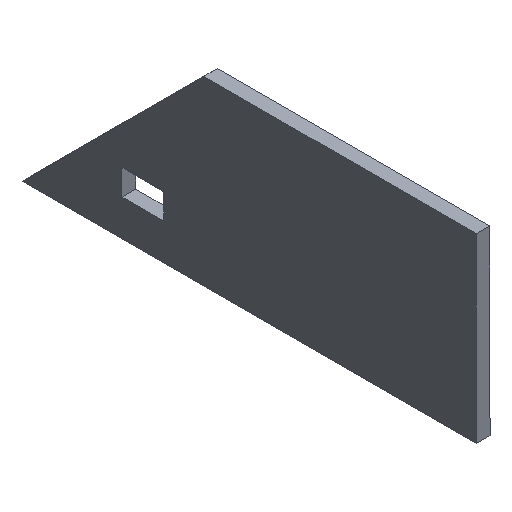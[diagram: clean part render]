
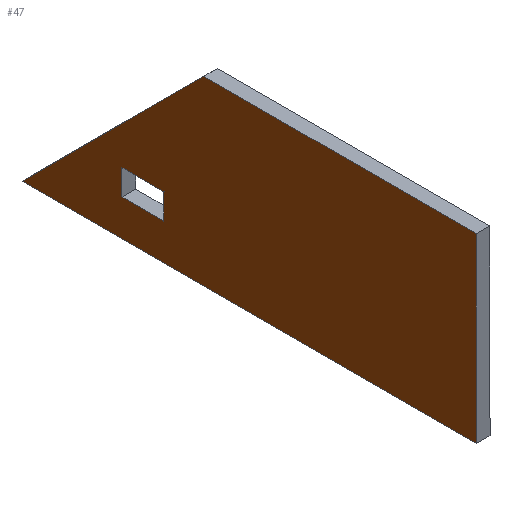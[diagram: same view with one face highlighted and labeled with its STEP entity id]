
A CAD part, isometric view. The second image highlights one B-rep face of the part: STEP entity #47.
In plain terms, the highlighted planar face has unit normal (-1, 0, 0).
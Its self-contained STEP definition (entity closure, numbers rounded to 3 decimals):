
#36=FACE_BOUND('',#76,.T.);
#37=FACE_BOUND('',#77,.T.);
#47=ADVANCED_FACE('',(#36,#37),#57,.F.);
#57=PLANE('',#224);
#76=EDGE_LOOP('',(#118,#119,#120,#121));
#77=EDGE_LOOP('',(#122,#123,#124,#125));
#118=ORIENTED_EDGE('',*,*,#152,.F.);
#119=ORIENTED_EDGE('',*,*,#162,.F.);
#120=ORIENTED_EDGE('',*,*,#159,.F.);
#121=ORIENTED_EDGE('',*,*,#156,.F.);
#122=ORIENTED_EDGE('',*,*,#142,.F.);
#123=ORIENTED_EDGE('',*,*,#164,.F.);
#124=ORIENTED_EDGE('',*,*,#149,.F.);
#125=ORIENTED_EDGE('',*,*,#146,.F.);
#126=VERTEX_POINT('',#273);
#127=VERTEX_POINT('',#274);
#130=VERTEX_POINT('',#282);
#132=VERTEX_POINT('',#288);
#134=VERTEX_POINT('',#294);
#135=VERTEX_POINT('',#295);
#138=VERTEX_POINT('',#303);
#140=VERTEX_POINT('',#309);
#142=EDGE_CURVE('',#126,#127,#166,.T.);
#146=EDGE_CURVE('',#127,#130,#170,.T.);
#149=EDGE_CURVE('',#130,#132,#173,.T.);
#152=EDGE_CURVE('',#134,#135,#176,.T.);
#156=EDGE_CURVE('',#135,#138,#180,.T.);
#159=EDGE_CURVE('',#138,#140,#183,.T.);
#162=EDGE_CURVE('',#140,#134,#186,.T.);
#164=EDGE_CURVE('',#132,#126,#188,.T.);
#166=LINE('',#272,#190);
#170=LINE('',#281,#194);
#173=LINE('',#287,#197);
#176=LINE('',#293,#200);
#180=LINE('',#302,#204);
#183=LINE('',#308,#207);
#186=LINE('',#314,#210);
#188=LINE('',#317,#212);
#190=VECTOR('',#227,1.);
#194=VECTOR('',#233,1.);
#197=VECTOR('',#238,1.);
#200=VECTOR('',#243,1.);
#204=VECTOR('',#249,1.);
#207=VECTOR('',#254,1.);
#210=VECTOR('',#259,1.);
#212=VECTOR('',#263,1.);
#224=AXIS2_PLACEMENT_3D('',#321,#269,#270);
#227=DIRECTION('',(0.,0.,1.));
#233=DIRECTION('',(0.,1.,0.));
#238=DIRECTION('',(0.,0.,-1.));
#243=DIRECTION('',(0.,0.,-1.));
#249=DIRECTION('',(0.,1.,0.));
#254=DIRECTION('',(0.,-0.707,0.707));
#259=DIRECTION('',(0.,-1.,0.));
#263=DIRECTION('',(0.,-1.,0.));
#269=DIRECTION('',(1.,0.,0.));
#270=DIRECTION('',(0.,0.,-1.));
#272=CARTESIAN_POINT('',(0.,344.,40.));
#273=CARTESIAN_POINT('',(0.,344.,40.));
#274=CARTESIAN_POINT('',(0.,344.,68.));
#281=CARTESIAN_POINT('',(0.,344.,68.));
#282=CARTESIAN_POINT('',(0.,390.,68.));
#287=CARTESIAN_POINT('',(0.,390.,68.));
#288=CARTESIAN_POINT('',(0.,390.,40.));
#293=CARTESIAN_POINT('',(0.,0.,200.));
#294=CARTESIAN_POINT('',(0.,0.,200.));
#295=CARTESIAN_POINT('',(0.,0.,0.));
#302=CARTESIAN_POINT('',(0.,0.,0.));
#303=CARTESIAN_POINT('',(0.,500.,0.));
#308=CARTESIAN_POINT('',(0.,500.,0.));
#309=CARTESIAN_POINT('',(0.,300.,200.));
#314=CARTESIAN_POINT('',(0.,300.,200.));
#317=CARTESIAN_POINT('',(0.,390.,40.));
#321=CARTESIAN_POINT('',(0.,0.,0.));
